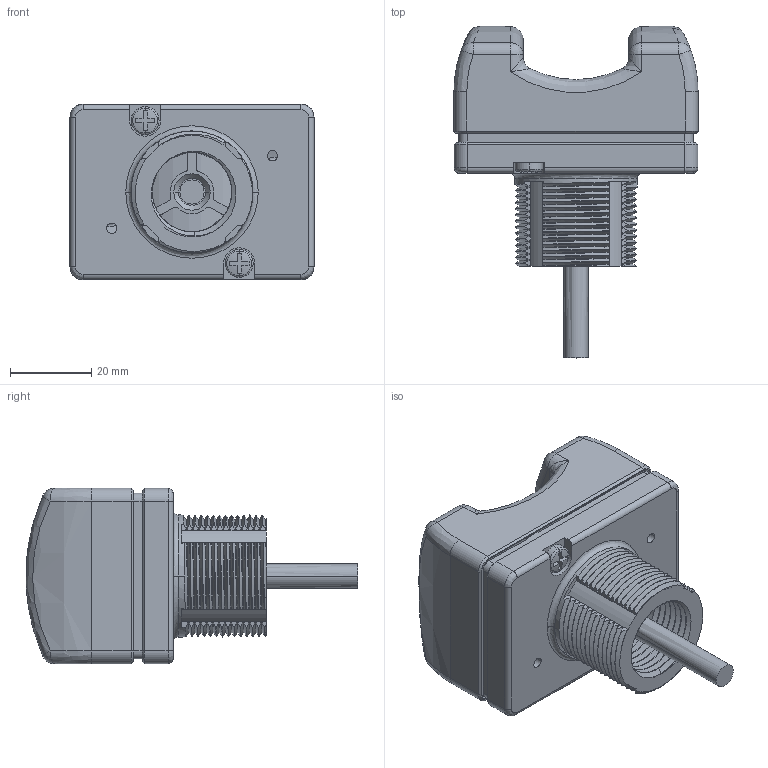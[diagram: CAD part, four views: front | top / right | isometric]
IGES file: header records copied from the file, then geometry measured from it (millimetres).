
Start section:  PTC IGES file: 155334.igs
Global section: file name: 155334.igs; native system: Pro/ENGINEER by Parametric Technology Corporation; preprocessor: 2009141; author: banengservice; organization: Unknown; date: 20110201.075710; units: inch
Bounding box: 59.99 x 81.56 x 43.18 mm (x, y, z)
Volume: 44038.2 mm3; surface area: 29890.5 mm2
Topology: 1 solids, 1 shells, 869 faces, 2328 edges, 1457 vertices
Faces by surface type: revolution 481, bspline 388
